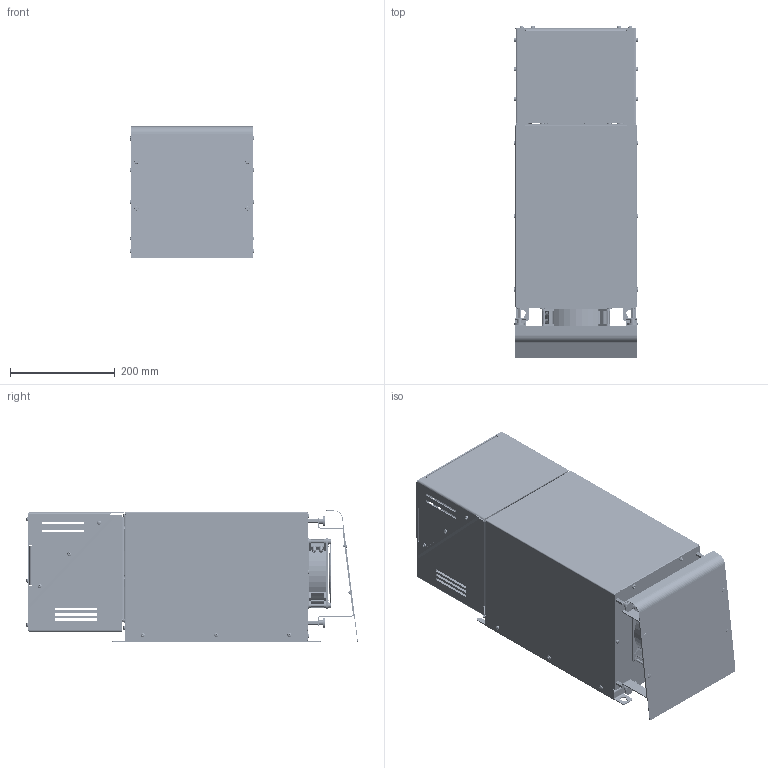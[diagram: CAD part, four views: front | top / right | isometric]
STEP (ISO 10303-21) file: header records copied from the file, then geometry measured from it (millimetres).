
FILE_DESCRIPTION(/* description */ (''),/* implementation_level */ '2;1');
FILE_NAME(/* name */ 'X2 IP21 ef1.stp',/* time_stamp */ '2014-08-12T18:25:11+02:00',/* author */ ('FR'),/* organization */ (''),/* preprocessor_version */ 'ST-DEVELOPER v15.6',/* originating_system */ 'Autodesk Inventor 2015',/* authorisation */ '');
FILE_SCHEMA (('AUTOMOTIVE_DESIGN { 1 0 10303 214 3 1 1 }'));
Products named in the file (46): 10100277 Bodenblech X2; 10100385 Deckel X2-A; 10100459 Lüfterblech X2-A; 10100384 Anschlussblech X2-A; DIN 7985 (H) - M4x5-H; Klemmenblech X2; Zugentlastung X2; ISO 4762 - M4 x 8DIN EN ISO; WEW 35_2; WDU_2_5_1020000000; WAP_2_5_10_1050000000; WDU_10_1020300000; Hutschiene 35x7x134mm; 11100001 Sicherungshalter 6_3x32; 11100001-1 Mutter M12; 11100001-2 Kappe; DIN 6798 - A  5,3; DIN 933 - M5  x 25; DIN 125 - A 5,3; DIN 128 - A5; ISO 4032 - M5DIN EN; 10100537 NEMA-Kit X2 unten; 10100539 NEMA-Kit X2 Anschlussblech; 10100538 NEMA-Kit X2 oben; Befestigung; Achse1; Ring1; Ring2; Ring3; Ring4; Ring5; 10900007 Schutzgitter LZ 25; Dachfläche RHF-X2; Dachbügel links RHF-X2; Dachbügel rechts RHF-X2; DIN 7337 - A4 x 8 x 3,5; 10100540 Nema-Kit X2 Dach; 6033079000_000; 3116060045_000; 6405043015 ...
Bounding box: 238.23 x 633.87 x 251.81 mm (x, y, z)
Volume: 1526763.4 mm3; surface area: 1850468.7 mm2
Topology: 127 solids, 127 shells, 8293 faces, 23113 edges, 15221 vertices
Faces by surface type: plane 5129, cylinder 2171, cone 566, bspline 265, torus 130, sphere 32
Full cylindrical faces by diameter (mm): 1.5 x30, 2 x1, 2.5 x4, 3.24 x2, 3.242 x40, 3.3 x2, 3.5 x8, 3.65 x28, 4 x65, 4.134 x8, 4.2 x14, 4.5 x6, 4.567 x2, 5 x46, 5.2 x1, 5.3 x12, 5.5 x8, 6 x10, 6.32 x12, 6.5 x11, 6.7 x2, 6.8 x2, 7 x4, 7.737 x4, 8 x4, 8.5 x6, 9.2 x2, 9.5 x3, 10 x15, 10.917 x2
Entity records: 98080 total; most frequent: CARTESIAN_POINT 21936, DIRECTION 15313, ORIENTED_EDGE 15228, EDGE_CURVE 7614, LINE 5223, VECTOR 5223, VERTEX_POINT 5112, AXIS2_PLACEMENT_3D 5045
